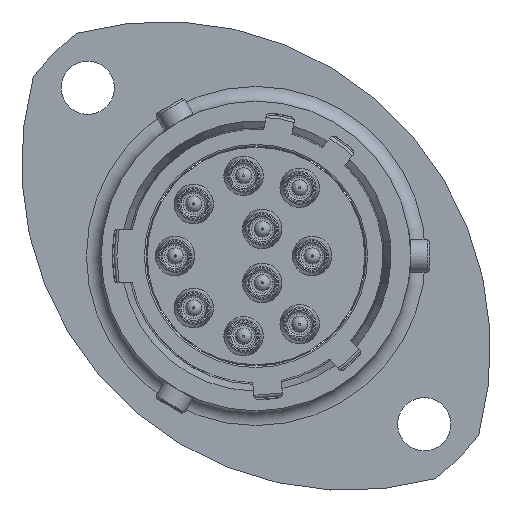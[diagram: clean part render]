
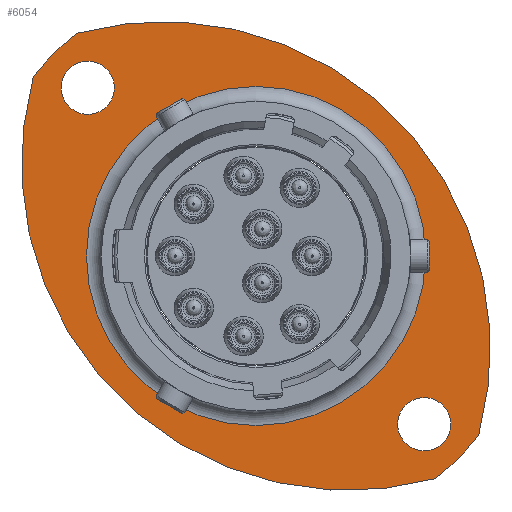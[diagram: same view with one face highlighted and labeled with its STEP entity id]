
A CAD part, left-side view. The second image highlights one B-rep face of the part: STEP entity #6054.
In plain terms, the highlighted planar face has unit normal (-1, 0, 0).
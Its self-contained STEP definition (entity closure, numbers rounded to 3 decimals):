
#48=PLANE('',#6581);
#208=FACE_BOUND('',#903,.T.);
#209=FACE_BOUND('',#904,.T.);
#210=FACE_BOUND('',#905,.T.);
#502=FACE_OUTER_BOUND('',#902,.T.);
#902=EDGE_LOOP('',(#4026,#4027,#4028,#4029));
#903=EDGE_LOOP('',(#4030));
#904=EDGE_LOOP('',(#4031));
#905=EDGE_LOOP('',(#4032));
#1731=CIRCLE('',#6442,10.37);
#1745=CIRCLE('',#6466,1.625);
#1747=CIRCLE('',#6469,1.625);
#1749=CIRCLE('',#6472,20.);
#1824=CIRCLE('',#6582,17.5);
#1825=CIRCLE('',#6583,20.);
#1826=CIRCLE('',#6584,17.5);
#2364=VERTEX_POINT('',#9689);
#2392=VERTEX_POINT('',#9997);
#2394=VERTEX_POINT('',#10003);
#2396=VERTEX_POINT('',#10009);
#2397=VERTEX_POINT('',#10010);
#2487=VERTEX_POINT('',#10313);
#2488=VERTEX_POINT('',#10315);
#2919=EDGE_CURVE('',#2364,#2364,#1731,.T.);
#2952=EDGE_CURVE('',#2392,#2392,#1745,.T.);
#2955=EDGE_CURVE('',#2394,#2394,#1747,.T.);
#2958=EDGE_CURVE('',#2396,#2397,#1749,.T.);
#3090=EDGE_CURVE('',#2397,#2487,#1824,.T.);
#3091=EDGE_CURVE('',#2487,#2488,#1825,.T.);
#3092=EDGE_CURVE('',#2488,#2396,#1826,.T.);
#4026=ORIENTED_EDGE('',*,*,#2958,.T.);
#4027=ORIENTED_EDGE('',*,*,#3090,.T.);
#4028=ORIENTED_EDGE('',*,*,#3091,.T.);
#4029=ORIENTED_EDGE('',*,*,#3092,.T.);
#4030=ORIENTED_EDGE('',*,*,#2919,.T.);
#4031=ORIENTED_EDGE('',*,*,#2952,.F.);
#4032=ORIENTED_EDGE('',*,*,#2955,.F.);
#6054=ADVANCED_FACE('',(#502,#208,#209,#210),#48,.F.);
#6442=AXIS2_PLACEMENT_3D('',#9690,#7465,#7466);
#6466=AXIS2_PLACEMENT_3D('',#9998,#7520,#7521);
#6469=AXIS2_PLACEMENT_3D('',#10004,#7527,#7528);
#6472=AXIS2_PLACEMENT_3D('',#10011,#7534,#7535);
#6581=AXIS2_PLACEMENT_3D('',#10312,#7791,#7792);
#6582=AXIS2_PLACEMENT_3D('',#10314,#7793,#7794);
#6583=AXIS2_PLACEMENT_3D('',#10316,#7795,#7796);
#6584=AXIS2_PLACEMENT_3D('',#10317,#7797,#7798);
#7465=DIRECTION('center_axis',(1.,0.,0.));
#7466=DIRECTION('ref_axis',(0.,0.,-1.));
#7520=DIRECTION('center_axis',(-1.,0.,0.));
#7521=DIRECTION('ref_axis',(0.,0.,-1.));
#7527=DIRECTION('center_axis',(-1.,0.,0.));
#7528=DIRECTION('ref_axis',(0.,0.,-1.));
#7534=DIRECTION('center_axis',(-1.,0.,0.));
#7535=DIRECTION('ref_axis',(0.,0.,-1.));
#7791=DIRECTION('center_axis',(1.,0.,0.));
#7792=DIRECTION('ref_axis',(0.,0.,-1.));
#7793=DIRECTION('center_axis',(-1.,0.,0.));
#7794=DIRECTION('ref_axis',(0.,0.,1.));
#7795=DIRECTION('center_axis',(-1.,0.,0.));
#7796=DIRECTION('ref_axis',(0.,0.,-1.));
#7797=DIRECTION('center_axis',(-1.,0.,0.));
#7798=DIRECTION('ref_axis',(0.,0.,1.));
#9689=CARTESIAN_POINT('',(44.493,0.,10.37));
#9690=CARTESIAN_POINT('Origin',(44.493,0.,0.));
#9997=CARTESIAN_POINT('',(44.493,10.289,11.913));
#9998=CARTESIAN_POINT('Origin',(44.493,10.289,10.288));
#10003=CARTESIAN_POINT('',(44.493,-10.288,-8.663));
#10004=CARTESIAN_POINT('Origin',(44.493,-10.288,-10.288));
#10009=CARTESIAN_POINT('',(44.493,13.619,10.99));
#10010=CARTESIAN_POINT('',(44.493,-10.989,-13.619));
#10011=CARTESIAN_POINT('Origin',(44.493,-5.657,5.657));
#10312=CARTESIAN_POINT('Origin',(44.493,9.47,0.));
#10313=CARTESIAN_POINT('',(44.493,-13.619,-10.99));
#10314=CARTESIAN_POINT('Origin',(44.493,0.,
0.));
#10315=CARTESIAN_POINT('',(44.493,10.99,13.619));
#10316=CARTESIAN_POINT('Origin',(44.493,5.657,-5.657));
#10317=CARTESIAN_POINT('Origin',(44.493,0.,
0.));
